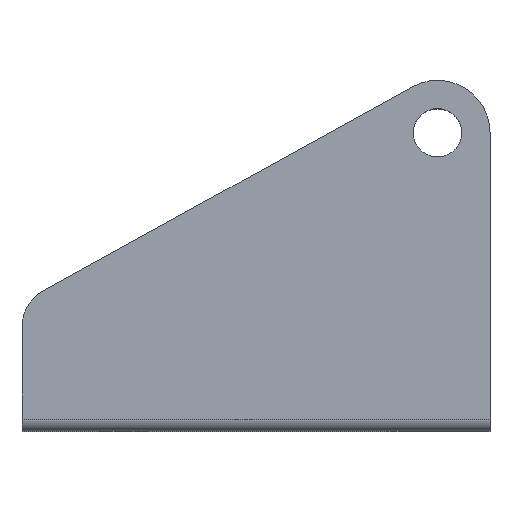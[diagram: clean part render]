
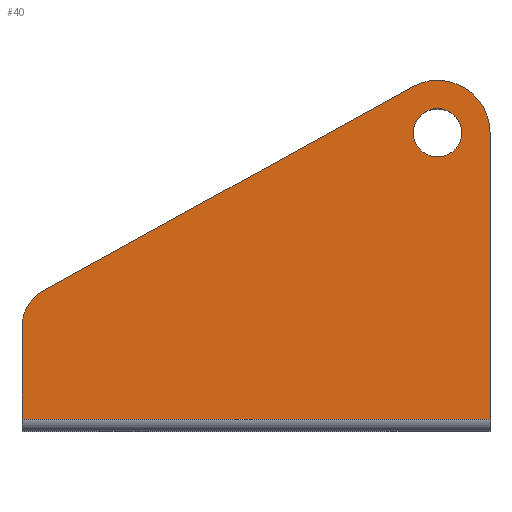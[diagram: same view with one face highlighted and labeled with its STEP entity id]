
A CAD part, top view. The second image highlights one B-rep face of the part: STEP entity #40.
In plain terms, the highlighted planar face has unit normal (0, 0, 1).
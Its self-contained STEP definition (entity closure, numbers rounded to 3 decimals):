
#33 = DIRECTION ( 'NONE',  ( 1., 0., 0. ) ) ;
#40 = ADVANCED_FACE ( 'NONE', ( #203, #212 ), #322, .F. ) ;
#44 = VECTOR ( 'NONE', #383, 1000. ) ;
#51 = CIRCLE ( 'NONE', #306, 5. ) ;
#53 = CARTESIAN_POINT ( 'NONE',  ( 48.5, 37., 27. ) ) ;
#63 = EDGE_CURVE ( 'NONE', #126, #696, #915, .T. ) ;
#82 = EDGE_LOOP ( 'NONE', ( #257, #792 ) ) ;
#117 = ORIENTED_EDGE ( 'NONE', *, *, #712, .F. ) ;
#119 = AXIS2_PLACEMENT_3D ( 'NONE', #518, #730, #441 ) ;
#126 = VERTEX_POINT ( 'NONE', #691 ) ;
#139 = CARTESIAN_POINT ( 'NONE',  ( 48.354, 42.688, 27. ) ) ;
#140 = VECTOR ( 'NONE', #346, 1000. ) ;
#142 = CARTESIAN_POINT ( 'NONE',  ( 0., 1.5, 27. ) ) ;
#152 = VERTEX_POINT ( 'NONE', #934 ) ;
#186 = CARTESIAN_POINT ( 'NONE',  ( 5., 13., 27. ) ) ;
#195 = DIRECTION ( 'NONE',  ( 0., 0., 1. ) ) ;
#203 = FACE_OUTER_BOUND ( 'NONE', #753, .T. ) ;
#208 = EDGE_CURVE ( 'NONE', #665, #922, #234, .T. ) ;
#212 = FACE_BOUND ( 'NONE', #82, .T. ) ;
#214 = DIRECTION ( 'NONE',  ( -1., 0., 0. ) ) ;
#234 = LINE ( 'NONE', #924, #44 ) ;
#240 = ORIENTED_EDGE ( 'NONE', *, *, #963, .T. ) ;
#257 = ORIENTED_EDGE ( 'NONE', *, *, #808, .F. ) ;
#258 = AXIS2_PLACEMENT_3D ( 'NONE', #355, #195, #503 ) ;
#282 = CARTESIAN_POINT ( 'NONE',  ( 5., 13., 27. ) ) ;
#306 = AXIS2_PLACEMENT_3D ( 'NONE', #282, #877, #214 ) ;
#318 = AXIS2_PLACEMENT_3D ( 'NONE', #610, #476, #33 ) ;
#322 = PLANE ( 'NONE',  #544 ) ;
#330 = CARTESIAN_POINT ( 'NONE',  ( 58., 1.5, 27. ) ) ;
#346 = DIRECTION ( 'NONE',  ( 1., 0., 0. ) ) ;
#355 = CARTESIAN_POINT ( 'NONE',  ( 51.5, 37., 27. ) ) ;
#360 = CIRCLE ( 'NONE', #119, 3. ) ;
#383 = DIRECTION ( 'NONE',  ( 0., -1., 0. ) ) ;
#400 = DIRECTION ( 'NONE',  ( 0., 0., -1. ) ) ;
#412 = ORIENTED_EDGE ( 'NONE', *, *, #208, .T. ) ;
#413 = DIRECTION ( 'NONE',  ( 0., 1., 0. ) ) ;
#418 = CARTESIAN_POINT ( 'NONE',  ( 2.58, 17.376, 27. ) ) ;
#441 = DIRECTION ( 'NONE',  ( 1., 0., 0. ) ) ;
#476 = DIRECTION ( 'NONE',  ( 0., 0., 1. ) ) ;
#503 = DIRECTION ( 'NONE',  ( 1., 0., 0. ) ) ;
#508 = CARTESIAN_POINT ( 'NONE',  ( 58., 37., 27. ) ) ;
#510 = CARTESIAN_POINT ( 'NONE',  ( 5., 1.5, 27. ) ) ;
#518 = CARTESIAN_POINT ( 'NONE',  ( 51.5, 37., 27. ) ) ;
#544 = AXIS2_PLACEMENT_3D ( 'NONE', #186, #400, #931 ) ;
#573 = DIRECTION ( 'NONE',  ( -0.875, -0.484, 0. ) ) ;
#587 = CIRCLE ( 'NONE', #258, 6.5 ) ;
#610 = CARTESIAN_POINT ( 'NONE',  ( 51.5, 37., 27. ) ) ;
#651 = VERTEX_POINT ( 'NONE', #418 ) ;
#663 = EDGE_CURVE ( 'NONE', #671, #720, #925, .T. ) ;
#665 = VERTEX_POINT ( 'NONE', #709 ) ;
#671 = VERTEX_POINT ( 'NONE', #330 ) ;
#675 = LINE ( 'NONE', #139, #685 ) ;
#685 = VECTOR ( 'NONE', #573, 1000. ) ;
#691 = CARTESIAN_POINT ( 'NONE',  ( 54.5, 37., 27. ) ) ;
#696 = VERTEX_POINT ( 'NONE', #53 ) ;
#709 = CARTESIAN_POINT ( 'NONE',  ( 0., 13., 27. ) ) ;
#712 = EDGE_CURVE ( 'NONE', #665, #651, #51, .T. ) ;
#720 = VERTEX_POINT ( 'NONE', #508 ) ;
#730 = DIRECTION ( 'NONE',  ( 0., 0., 1. ) ) ;
#731 = EDGE_CURVE ( 'NONE', #152, #651, #675, .T. ) ;
#753 = EDGE_LOOP ( 'NONE', ( #412, #777, #882, #240, #864, #117 ) ) ;
#777 = ORIENTED_EDGE ( 'NONE', *, *, #794, .T. ) ;
#792 = ORIENTED_EDGE ( 'NONE', *, *, #63, .F. ) ;
#794 = EDGE_CURVE ( 'NONE', #922, #671, #920, .T. ) ;
#808 = EDGE_CURVE ( 'NONE', #696, #126, #360, .T. ) ;
#864 = ORIENTED_EDGE ( 'NONE', *, *, #731, .T. ) ;
#871 = CARTESIAN_POINT ( 'NONE',  ( 58., 0., 27. ) ) ;
#877 = DIRECTION ( 'NONE',  ( 0., 0., -1. ) ) ;
#882 = ORIENTED_EDGE ( 'NONE', *, *, #663, .T. ) ;
#900 = VECTOR ( 'NONE', #413, 1000. ) ;
#915 = CIRCLE ( 'NONE', #318, 3. ) ;
#920 = LINE ( 'NONE', #510, #140 ) ;
#922 = VERTEX_POINT ( 'NONE', #142 ) ;
#924 = CARTESIAN_POINT ( 'NONE',  ( 0., 13., 27. ) ) ;
#925 = LINE ( 'NONE', #871, #900 ) ;
#931 = DIRECTION ( 'NONE',  ( -1., 0., 0. ) ) ;
#934 = CARTESIAN_POINT ( 'NONE',  ( 48.354, 42.688, 27. ) ) ;
#963 = EDGE_CURVE ( 'NONE', #720, #152, #587, .T. ) ;
